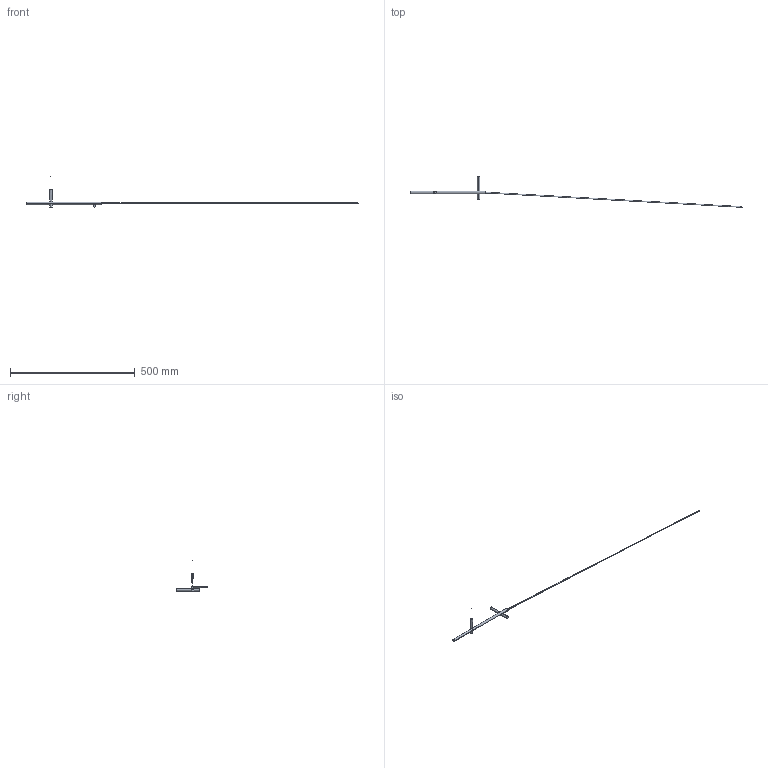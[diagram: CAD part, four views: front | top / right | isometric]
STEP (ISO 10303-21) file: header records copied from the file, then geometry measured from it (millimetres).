
FILE_DESCRIPTION(/* description */ (''),/* implementation_level */ '2;1');
FILE_NAME(/* name */ '17DFC6~1',/* time_stamp */ '2020-11-06T11:12:59+01:00',/* author */ (''),/* organization */ (''),/* preprocessor_version */ 'ST-DEVELOPER v16.5',/* originating_system */ '',/* authorisation */ '');
FILE_SCHEMA (('AUTOMOTIVE_DESIGN'));
Length unit declared in the file: millimetre
Products named in the file (1): Document
Bounding box: 1332.66 x 122.75 x 121.18 mm (x, y, z)
Volume: 1193042.5 mm3; surface area: 80015.9 mm2
Topology: 6 solids, 6 shells, 22 faces, 47 edges, 34 vertices
Faces by surface type: bspline 14, plane 8
Entity records: 2501 total; most frequent: CARTESIAN_POINT 2136, ORIENTED_EDGE 72, EDGE_CURVE 36, VERTEX_POINT 26, ADVANCED_FACE 22, FACE_OUTER_BOUND 22, EDGE_LOOP 22, DIRECTION 17
